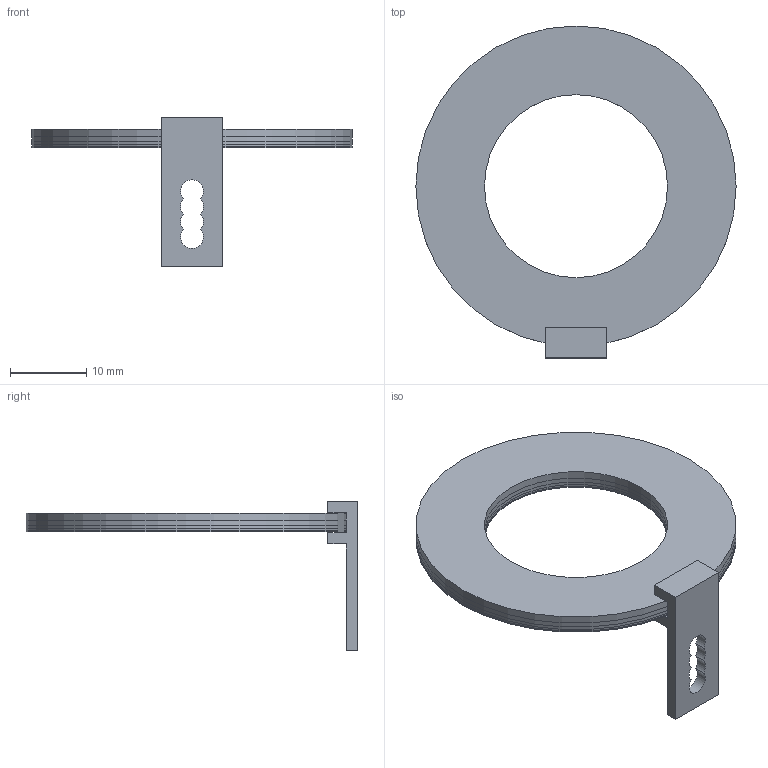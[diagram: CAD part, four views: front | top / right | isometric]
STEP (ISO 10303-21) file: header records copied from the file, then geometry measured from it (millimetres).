
FILE_DESCRIPTION(/* description */ ('STEP AP242','CAx-IF Rec.Pracs.---Representation and Presentation of Product Manufacturing Information (PMI)---4.0---2014-10-13','CAx-IF Rec.Pracs.---3D Tessellated Geometry---0.4---2014-09-14','2;1'),/* implementation_level */ '2;1');
FILE_NAME(/* name */ '6611f4a52164d9123793f86c',/* time_stamp */ '2024-04-07T01:19:34Z',/* author */ (''),/* organization */ (''),/* preprocessor_version */ 'ST-DEVELOPER v20',/* originating_system */ ' ',/* authorisation */ ' ');
FILE_SCHEMA (('AP242_MANAGED_MODEL_BASED_3D_ENGINEERING_MIM_LF { 1 0 10303 442 1 1 4 }'));
Length unit declared in the file: metre
Products named in the file (6): Diffuser0.16; LightRingBracketA; Diffuser0.63; Diffuser1.0; Diffuser0.4; Diffuser0.25
Bounding box: 42 x 43.5 x 19.6 mm (x, y, z)
Volume: 2535 mm3; surface area: 10312.2 mm2
Topology: 6 solids, 6 shells, 38 faces, 78 edges, 52 vertices
Faces by surface type: plane 22, cylinder 16
Full cylindrical faces by diameter (mm): 24 x5, 42 x5
Entity records: 1140 total; most frequent: DIRECTION 188, CARTESIAN_POINT 164, ORIENTED_EDGE 136, AXIS2_PLACEMENT_3D 76, EDGE_CURVE 68, EDGE_LOOP 60, FACE_BOUND 60, VERTEX_POINT 52
